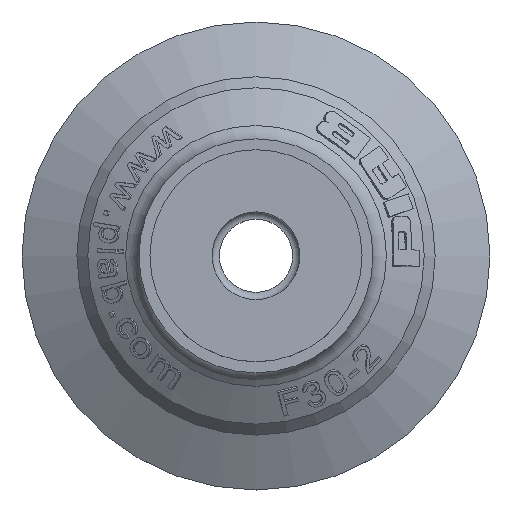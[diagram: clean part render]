
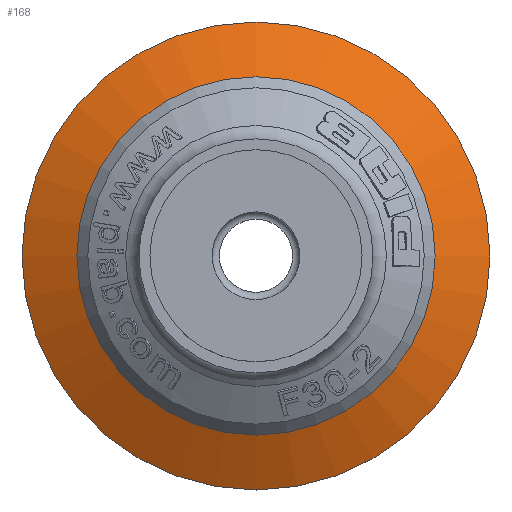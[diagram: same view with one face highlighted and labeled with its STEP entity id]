
A CAD part, top view. The second image highlights one B-rep face of the part: STEP entity #168.
In plain terms, the highlighted conical face has half-angle 63.13 degrees and reference radius 12.25 mm.
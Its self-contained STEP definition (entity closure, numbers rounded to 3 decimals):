
#168 = ADVANCED_FACE( '', ( #563, #564 ), #565, .T. );
#563 = FACE_OUTER_BOUND( '', #1094, .T. );
#564 = FACE_BOUND( '', #1095, .T. );
#565 = CONICAL_SURFACE( '', #1096, 12.25, 1.102 );
#1094 = EDGE_LOOP( '', ( #2642 ) );
#1095 = EDGE_LOOP( '', ( #2643 ) );
#1096 = AXIS2_PLACEMENT_3D( '', #2644, #2645, #2646 );
#2642 = ORIENTED_EDGE( '', *, *, #4128, .F. );
#2643 = ORIENTED_EDGE( '', *, *, #4129, .T. );
#2644 = CARTESIAN_POINT( '', ( 0., 0., -7.7 ) );
#2645 = DIRECTION( '', ( 0., 0., -1. ) );
#2646 = DIRECTION( '', ( -1., 0., 0. ) );
#4128 = EDGE_CURVE( '', #5042, #5042, #5043, .T. );
#4129 = EDGE_CURVE( '', #5044, #5044, #5045, .T. );
#5042 = VERTEX_POINT( '', #8631 );
#5043 = CIRCLE( '', #8632, 16. );
#5044 = VERTEX_POINT( '', #8633 );
#5045 = CIRCLE( '', #8634, 12.25 );
#8631 = CARTESIAN_POINT( '', ( -16., 0., -9.6 ) );
#8632 = AXIS2_PLACEMENT_3D( '', #8930, #8931, #8932 );
#8633 = CARTESIAN_POINT( '', ( -12.25, 0., -7.7 ) );
#8634 = AXIS2_PLACEMENT_3D( '', #8933, #8934, #8935 );
#8930 = CARTESIAN_POINT( '', ( 0., 0., -9.6 ) );
#8931 = DIRECTION( '', ( 0., 0., -1. ) );
#8932 = DIRECTION( '', ( -1., 0., 0. ) );
#8933 = CARTESIAN_POINT( '', ( 0., 0., -7.7 ) );
#8934 = DIRECTION( '', ( 0., 0., -1. ) );
#8935 = DIRECTION( '', ( -1., 0., 0. ) );
